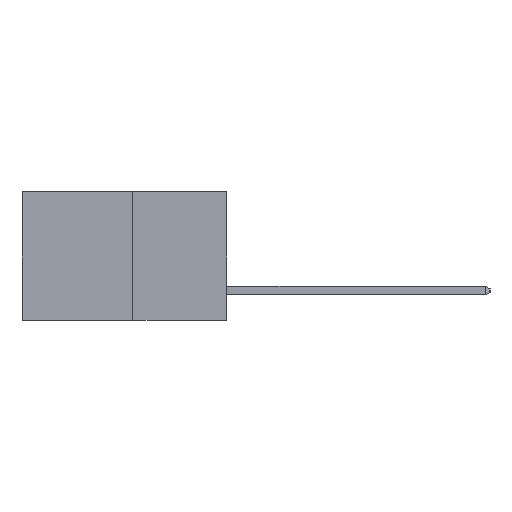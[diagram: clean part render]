
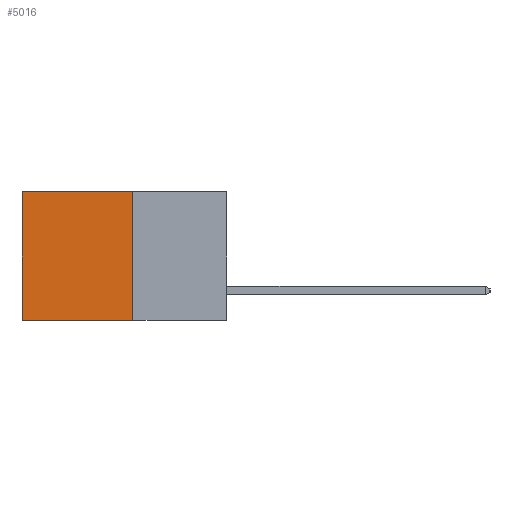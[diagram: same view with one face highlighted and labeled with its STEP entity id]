
A CAD part, left-side view. The second image highlights one B-rep face of the part: STEP entity #5016.
In plain terms, the highlighted planar face has unit normal (-1, 0, 0).
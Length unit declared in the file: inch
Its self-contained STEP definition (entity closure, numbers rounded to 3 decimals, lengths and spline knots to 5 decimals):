
#611 = DIRECTION ( 'NONE',  ( 1., 0., 0. ) ) ;
#1386 = DIRECTION ( 'NONE',  ( 0., 1., 0. ) ) ;
#1438 = LINE ( 'NONE', #8263, #11028 ) ;
#2886 = VERTEX_POINT ( 'NONE', #7175 ) ;
#3079 = VECTOR ( 'NONE', #1386, 39.37008 ) ;
#3326 = EDGE_CURVE ( 'NONE', #10483, #3845, #8011, .T. ) ;
#3443 = CARTESIAN_POINT ( 'NONE',  ( 0.277, 0.27, -0.37 ) ) ;
#3639 = DIRECTION ( 'NONE',  ( 0., 0., -1. ) ) ;
#3845 = VERTEX_POINT ( 'NONE', #9999 ) ;
#4167 = CARTESIAN_POINT ( 'NONE',  ( 0.277, 0.27, 0. ) ) ;
#4370 = DIRECTION ( 'NONE',  ( 0., 1., 0. ) ) ;
#4434 = EDGE_CURVE ( 'NONE', #2886, #9716, #7062, .T. ) ;
#5016 = ADVANCED_FACE ( 'NONE', ( #7497 ), #11709, .F. ) ;
#5571 = CARTESIAN_POINT ( 'NONE',  ( 0.277, 0.59, -0.37 ) ) ;
#6138 = CARTESIAN_POINT ( 'NONE',  ( 0.277, 0.27, -0.37 ) ) ;
#6155 = EDGE_CURVE ( 'NONE', #3845, #9716, #11123, .T. ) ;
#6412 = AXIS2_PLACEMENT_3D ( 'NONE', #6138, #611, #7060 ) ;
#6832 = CARTESIAN_POINT ( 'NONE',  ( 0.277, 0.59, -0.37 ) ) ;
#7038 = EDGE_CURVE ( 'NONE', #10483, #2886, #1438, .T. ) ;
#7060 = DIRECTION ( 'NONE',  ( 0., 0., -1. ) ) ;
#7062 = LINE ( 'NONE', #3443, #11732 ) ;
#7175 = CARTESIAN_POINT ( 'NONE',  ( 0.277, 0.27, -0.37 ) ) ;
#7294 = EDGE_LOOP ( 'NONE', ( #7302, #10908, #10177, #10560 ) ) ;
#7302 = ORIENTED_EDGE ( 'NONE', *, *, #6155, .T. ) ;
#7497 = FACE_OUTER_BOUND ( 'NONE', #7294, .T. ) ;
#8011 = LINE ( 'NONE', #4167, #3079 ) ;
#8263 = CARTESIAN_POINT ( 'NONE',  ( 0.277, 0.27, -0.37 ) ) ;
#8629 = VECTOR ( 'NONE', #11515, 39.37008 ) ;
#9716 = VERTEX_POINT ( 'NONE', #5571 ) ;
#9999 = CARTESIAN_POINT ( 'NONE',  ( 0.277, 0.59, 0. ) ) ;
#10177 = ORIENTED_EDGE ( 'NONE', *, *, #7038, .F. ) ;
#10321 = CARTESIAN_POINT ( 'NONE',  ( 0.277, 0.27, 0. ) ) ;
#10483 = VERTEX_POINT ( 'NONE', #10321 ) ;
#10560 = ORIENTED_EDGE ( 'NONE', *, *, #3326, .T. ) ;
#10908 = ORIENTED_EDGE ( 'NONE', *, *, #4434, .F. ) ;
#11028 = VECTOR ( 'NONE', #3639, 39.37008 ) ;
#11123 = LINE ( 'NONE', #6832, #8629 ) ;
#11515 = DIRECTION ( 'NONE',  ( 0., 0., -1. ) ) ;
#11709 = PLANE ( 'NONE',  #6412 ) ;
#11732 = VECTOR ( 'NONE', #4370, 39.37008 ) ;
